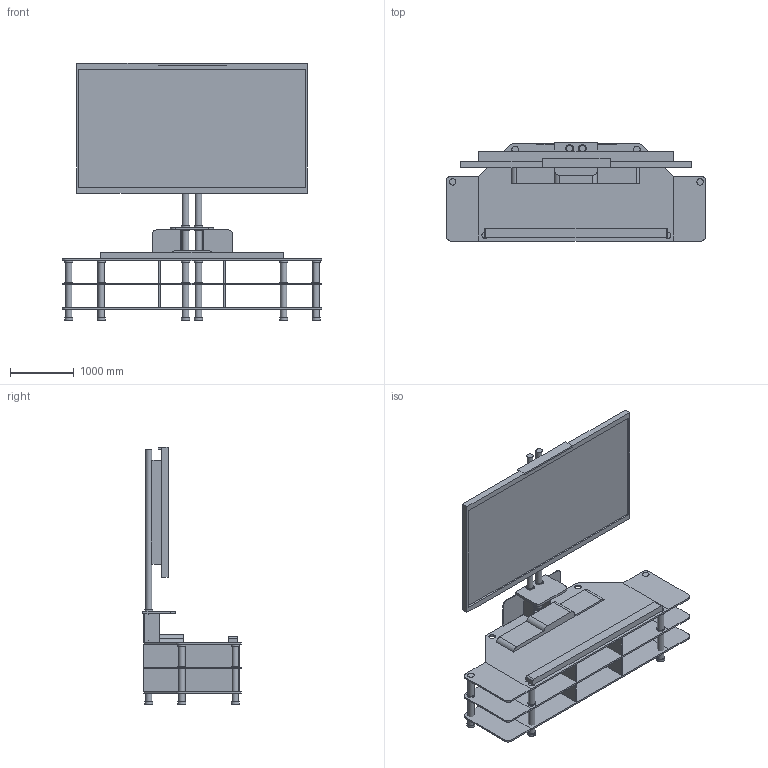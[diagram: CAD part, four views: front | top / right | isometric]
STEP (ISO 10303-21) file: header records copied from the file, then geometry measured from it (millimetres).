
FILE_DESCRIPTION(/* description */ ('STEP AP242','CAx-IF Rec.Pracs.---Representation and Presentation of Product Manufacturing Information (PMI)---4.0---2014-10-13','CAx-IF Rec.Pracs.---3D Tessellated Geometry---0.4---2014-09-14','2;1'),/* implementation_level */ '2;1');
FILE_NAME(/* name */ '6686ce48134ee3255738b287',/* time_stamp */ '2024-07-04T16:31:05Z',/* author */ (''),/* organization */ (''),/* preprocessor_version */ 'ST-DEVELOPER v20',/* originating_system */ ' ',/* authorisation */ ' ');
FILE_SCHEMA (('AP242_MANAGED_MODEL_BASED_3D_ENGINEERING_MIM_LF { 1 0 10303 442 1 1 4 }'));
Length unit declared in the file: metre
Products named in the file (47): Part 43; Part 22; Part 3; Part 6; Part 5; Part 7; Part 9; Part 8; Part 4; Part 1; Part 25; Part 26; Part 28; Part 29; Part 36; Part 33; Part 32; Part 44; Part 46; Part 47; Part 23; Part 15; Part 10; Part 14; Part 24; Part 27; Part 35; Part 16; Part 20; Part 30; Part 31; Part 19; Part 18; Part 17; Part 34; Part 13; Part 37; Part 38; Part 39; Part 40 ...
Bounding box: 4064 x 1537.96 x 4028.2 mm (x, y, z)
Volume: 2021052062.2 mm3; surface area: 76101639.4 mm2
Topology: 47 solids, 47 shells, 272 faces, 531 edges, 354 vertices
Faces by surface type: plane 191, cylinder 81
Full cylindrical faces by diameter (mm): 101.6 x30, 127 x22
Entity records: 7981 total; most frequent: DIRECTION 1279, CARTESIAN_POINT 1152, ORIENTED_EDGE 958, AXIS2_PLACEMENT_3D 481, EDGE_CURVE 479, EDGE_LOOP 373, FACE_BOUND 373, VERTEX_POINT 354
